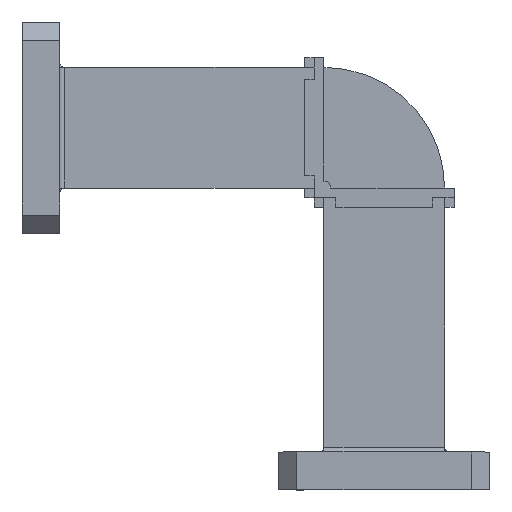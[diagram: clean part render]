
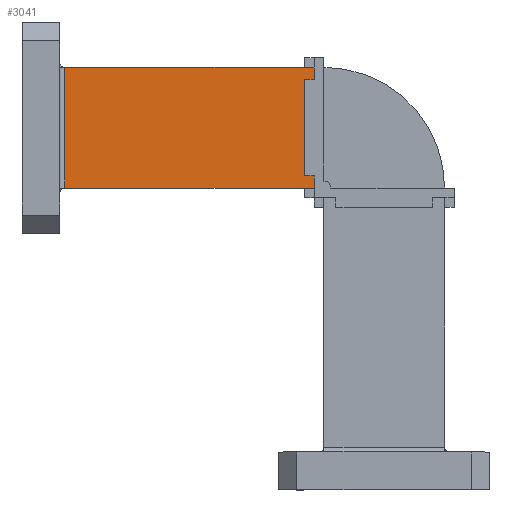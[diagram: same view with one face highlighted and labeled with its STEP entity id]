
A CAD part, top view. The second image highlights one B-rep face of the part: STEP entity #3041.
In plain terms, the highlighted planar face has unit normal (0, 0, 1).
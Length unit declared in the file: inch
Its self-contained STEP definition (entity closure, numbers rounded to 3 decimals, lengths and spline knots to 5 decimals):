
#85 = CARTESIAN_POINT ( 'NONE',  ( 1.21, -0.2, 0.125 ) ) ;
#126 = ORIENTED_EDGE ( 'NONE', *, *, #985, .T. ) ;
#138 = DIRECTION ( 'NONE',  ( 0., 1., 0. ) ) ;
#140 = EDGE_CURVE ( 'NONE', #2407, #1844, #1176, .T. ) ;
#171 = LINE ( 'NONE', #2758, #2935 ) ;
#309 = DIRECTION ( 'NONE',  ( 1., 0., 0. ) ) ;
#313 = CARTESIAN_POINT ( 'NONE',  ( 1.21, -0.25, 0.125 ) ) ;
#363 = EDGE_CURVE ( 'NONE', #1844, #1578, #3423, .T. ) ;
#380 = CARTESIAN_POINT ( 'NONE',  ( 0., -0.25, 0.125 ) ) ;
#393 = LINE ( 'NONE', #2713, #3324 ) ;
#536 = VECTOR ( 'NONE', #138, 39.37008 ) ;
#892 = EDGE_LOOP ( 'NONE', ( #1879, #1464, #2397, #126, #2578, #1964, #2229, #2324 ) ) ;
#946 = EDGE_CURVE ( 'NONE', #1633, #3069, #3301, .T. ) ;
#985 = EDGE_CURVE ( 'NONE', #1578, #3069, #3511, .T. ) ;
#1091 = VECTOR ( 'NONE', #1602, 39.37008 ) ;
#1096 = DIRECTION ( 'NONE',  ( 0., 1., 0. ) ) ;
#1106 = VERTEX_POINT ( 'NONE', #2037 ) ;
#1158 = CARTESIAN_POINT ( 'NONE',  ( 0., -0.2, 0.125 ) ) ;
#1176 = LINE ( 'NONE', #2794, #2921 ) ;
#1220 = DIRECTION ( 'NONE',  ( 1., 0., 0. ) ) ;
#1362 = VECTOR ( 'NONE', #309, 39.37008 ) ;
#1464 = ORIENTED_EDGE ( 'NONE', *, *, #140, .T. ) ;
#1570 = DIRECTION ( 'NONE',  ( -1., 0., 0. ) ) ;
#1578 = VERTEX_POINT ( 'NONE', #313 ) ;
#1582 = CARTESIAN_POINT ( 'NONE',  ( 0.176, -0.25, 0.125 ) ) ;
#1602 = DIRECTION ( 'NONE',  ( 1., 0., 0. ) ) ;
#1633 = VERTEX_POINT ( 'NONE', #2731 ) ;
#1757 = AXIS2_PLACEMENT_3D ( 'NONE', #380, #3484, #1220 ) ;
#1812 = VERTEX_POINT ( 'NONE', #2436 ) ;
#1844 = VERTEX_POINT ( 'NONE', #1582 ) ;
#1879 = ORIENTED_EDGE ( 'NONE', *, *, #2574, .F. ) ;
#1964 = ORIENTED_EDGE ( 'NONE', *, *, #3273, .F. ) ;
#1990 = VECTOR ( 'NONE', #2859, 39.37008 ) ;
#2037 = CARTESIAN_POINT ( 'NONE',  ( 1.17, 0.2, 0.125 ) ) ;
#2066 = LINE ( 'NONE', #2565, #1990 ) ;
#2197 = FACE_OUTER_BOUND ( 'NONE', #892, .T. ) ;
#2229 = ORIENTED_EDGE ( 'NONE', *, *, #3123, .F. ) ;
#2280 = VERTEX_POINT ( 'NONE', #3571 ) ;
#2324 = ORIENTED_EDGE ( 'NONE', *, *, #3102, .T. ) ;
#2397 = ORIENTED_EDGE ( 'NONE', *, *, #363, .T. ) ;
#2398 = VECTOR ( 'NONE', #1096, 39.37008 ) ;
#2407 = VERTEX_POINT ( 'NONE', #3101 ) ;
#2436 = CARTESIAN_POINT ( 'NONE',  ( 1.21, 0.2, 0.125 ) ) ;
#2448 = CARTESIAN_POINT ( 'NONE',  ( 1.21, -0.25, 0.125 ) ) ;
#2565 = CARTESIAN_POINT ( 'NONE',  ( 0., 0.25, 0.125 ) ) ;
#2574 = EDGE_CURVE ( 'NONE', #2407, #2280, #2066, .T. ) ;
#2578 = ORIENTED_EDGE ( 'NONE', *, *, #946, .F. ) ;
#2617 = PLANE ( 'NONE',  #1757 ) ;
#2713 = CARTESIAN_POINT ( 'NONE',  ( 0., 0.2, 0.125 ) ) ;
#2731 = CARTESIAN_POINT ( 'NONE',  ( 1.17, -0.2, 0.125 ) ) ;
#2758 = CARTESIAN_POINT ( 'NONE',  ( 1.17, -0.25, 0.125 ) ) ;
#2794 = CARTESIAN_POINT ( 'NONE',  ( 0.176, -0.25, 0.125 ) ) ;
#2859 = DIRECTION ( 'NONE',  ( 1., 0., 0. ) ) ;
#2900 = LINE ( 'NONE', #2448, #536 ) ;
#2921 = VECTOR ( 'NONE', #3310, 39.37008 ) ;
#2935 = VECTOR ( 'NONE', #3334, 39.37008 ) ;
#3041 = ADVANCED_FACE ( 'NONE', ( #2197 ), #2617, .T. ) ;
#3069 = VERTEX_POINT ( 'NONE', #85 ) ;
#3101 = CARTESIAN_POINT ( 'NONE',  ( 0.176, 0.25, 0.125 ) ) ;
#3102 = EDGE_CURVE ( 'NONE', #1812, #2280, #2900, .T. ) ;
#3123 = EDGE_CURVE ( 'NONE', #1812, #1106, #393, .T. ) ;
#3273 = EDGE_CURVE ( 'NONE', #1106, #1633, #171, .T. ) ;
#3301 = LINE ( 'NONE', #1158, #1362 ) ;
#3310 = DIRECTION ( 'NONE',  ( 0., -1., 0. ) ) ;
#3319 = CARTESIAN_POINT ( 'NONE',  ( 0., -0.25, 0.125 ) ) ;
#3324 = VECTOR ( 'NONE', #1570, 39.37008 ) ;
#3334 = DIRECTION ( 'NONE',  ( 0., -1., 0. ) ) ;
#3423 = LINE ( 'NONE', #3319, #1091 ) ;
#3484 = DIRECTION ( 'NONE',  ( 0., 0., 1. ) ) ;
#3501 = CARTESIAN_POINT ( 'NONE',  ( 1.21, -0.25, 0.125 ) ) ;
#3511 = LINE ( 'NONE', #3501, #2398 ) ;
#3571 = CARTESIAN_POINT ( 'NONE',  ( 1.21, 0.25, 0.125 ) ) ;
